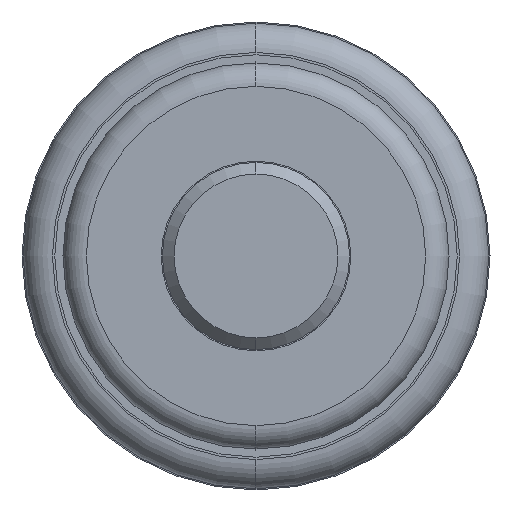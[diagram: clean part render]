
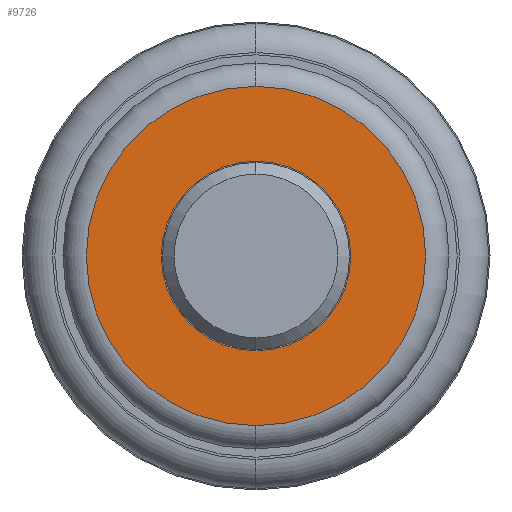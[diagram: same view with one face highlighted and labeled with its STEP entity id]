
A CAD part, left-side view. The second image highlights one B-rep face of the part: STEP entity #9726.
In plain terms, the highlighted planar face has unit normal (-1, 0, 0).
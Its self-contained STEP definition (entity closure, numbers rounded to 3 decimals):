
#862 = VERTEX_POINT ( 'NONE', #10139 ) ;
#3259 = VERTEX_POINT ( 'NONE', #9478 ) ;
#3683 = PLANE ( 'NONE',  #7196 ) ;
#3911 = DIRECTION ( 'NONE',  ( -1., 0., 0. ) ) ;
#4910 = AXIS2_PLACEMENT_3D ( 'NONE', #17875, #16212, #9572 ) ;
#4933 = EDGE_CURVE ( 'NONE', #3259, #862, #5691, .T. ) ;
#5691 = CIRCLE ( 'NONE', #17061, 7.25 ) ;
#6012 = DIRECTION ( 'NONE',  ( 1., 0., 0. ) ) ;
#7135 = CARTESIAN_POINT ( 'NONE',  ( -2., 0., 0. ) ) ;
#7196 = AXIS2_PLACEMENT_3D ( 'NONE', #15679, #3911, #17261 ) ;
#7203 = VERTEX_POINT ( 'NONE', #8702 ) ;
#7887 = ORIENTED_EDGE ( 'NONE', *, *, #4933, .F. ) ;
#7983 = EDGE_LOOP ( 'NONE', ( #10807, #7887 ) ) ;
#8653 = DIRECTION ( 'NONE',  ( 1., 0., 0. ) ) ;
#8702 = CARTESIAN_POINT ( 'NONE',  ( -2., 0., -4.05 ) ) ;
#9270 = DIRECTION ( 'NONE',  ( 0., 0., 1. ) ) ;
#9478 = CARTESIAN_POINT ( 'NONE',  ( -2., 0., 7.25 ) ) ;
#9572 = DIRECTION ( 'NONE',  ( 0., 0., -1. ) ) ;
#9606 = DIRECTION ( 'NONE',  ( 1., 0., 0. ) ) ;
#9726 = ADVANCED_FACE ( 'NONE', ( #21436, #14672 ), #3683, .T. ) ;
#10114 = CIRCLE ( 'NONE', #14098, 4.05 ) ;
#10139 = CARTESIAN_POINT ( 'NONE',  ( -2., 0., -7.25 ) ) ;
#10807 = ORIENTED_EDGE ( 'NONE', *, *, #10899, .F. ) ;
#10899 = EDGE_CURVE ( 'NONE', #862, #3259, #18362, .T. ) ;
#11324 = VERTEX_POINT ( 'NONE', #14907 ) ;
#12966 = CARTESIAN_POINT ( 'NONE',  ( -2., 0., 0. ) ) ;
#14098 = AXIS2_PLACEMENT_3D ( 'NONE', #17851, #6012, #9270 ) ;
#14672 = FACE_BOUND ( 'NONE', #15927, .T. ) ;
#14907 = CARTESIAN_POINT ( 'NONE',  ( -2., 0., 4.05 ) ) ;
#15419 = DIRECTION ( 'NONE',  ( 0., 0., 1. ) ) ;
#15679 = CARTESIAN_POINT ( 'NONE',  ( -2., 0., 0. ) ) ;
#15927 = EDGE_LOOP ( 'NONE', ( #19397, #20398 ) ) ;
#16212 = DIRECTION ( 'NONE',  ( 1., 0., 0. ) ) ;
#16903 = EDGE_CURVE ( 'NONE', #11324, #7203, #10114, .T. ) ;
#17061 = AXIS2_PLACEMENT_3D ( 'NONE', #12966, #9606, #19736 ) ;
#17261 = DIRECTION ( 'NONE',  ( 0., 0., -1. ) ) ;
#17851 = CARTESIAN_POINT ( 'NONE',  ( -2., 0., 0. ) ) ;
#17875 = CARTESIAN_POINT ( 'NONE',  ( -2., 0., 0. ) ) ;
#18362 = CIRCLE ( 'NONE', #4910, 7.25 ) ;
#19397 = ORIENTED_EDGE ( 'NONE', *, *, #16903, .T. ) ;
#19560 = CIRCLE ( 'NONE', #20841, 4.05 ) ;
#19736 = DIRECTION ( 'NONE',  ( 0., 0., -1. ) ) ;
#19970 = EDGE_CURVE ( 'NONE', #7203, #11324, #19560, .T. ) ;
#20398 = ORIENTED_EDGE ( 'NONE', *, *, #19970, .T. ) ;
#20841 = AXIS2_PLACEMENT_3D ( 'NONE', #7135, #8653, #15419 ) ;
#21436 = FACE_OUTER_BOUND ( 'NONE', #7983, .T. ) ;
